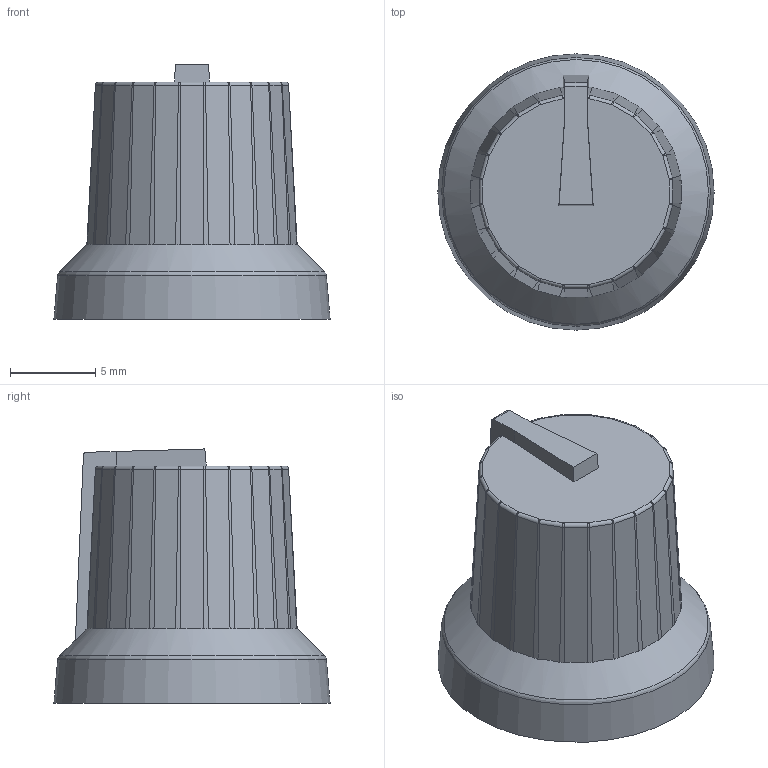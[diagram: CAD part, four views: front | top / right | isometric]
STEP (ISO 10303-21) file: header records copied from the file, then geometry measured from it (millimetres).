
FILE_DESCRIPTION((' '),'2;1');
FILE_NAME( 'CL170850BR.stp', '2022-09-01T11:10:10', (' '), ('--- Datakit www.datakit.com---'), ' Datakit CrossCadWare V2022.3 Jun 15 2022', 'DATAKIT 2022 (c)', ' ');
FILE_SCHEMA(('AP242_MANAGED_MODEL_BASED_3D_ENGINEERING_MIM_LF { 1 0 10303 442 1 1 4 }'));
Length unit declared in the file: millimetre
Products named in the file (1): CL170850BR
Bounding box: 16.2 x 16.2 x 14.9 mm (x, y, z)
Volume: 1244.9 mm3; surface area: 1177.4 mm2
Topology: 1 solids, 1 shells, 117 faces, 291 edges, 177 vertices
Faces by surface type: plane 36, cone 29, cylinder 26, revolution 25, bspline 1
Entity records: 3905 total; most frequent: CARTESIAN_POINT 1164, ORIENTED_EDGE 568, DIRECTION 470, EDGE_CURVE 284, VERTEX_POINT 175, AXIS2_PLACEMENT_3D 171, B_SPLINE_CURVE_WITH_KNOTS 127, EDGE_LOOP 123
